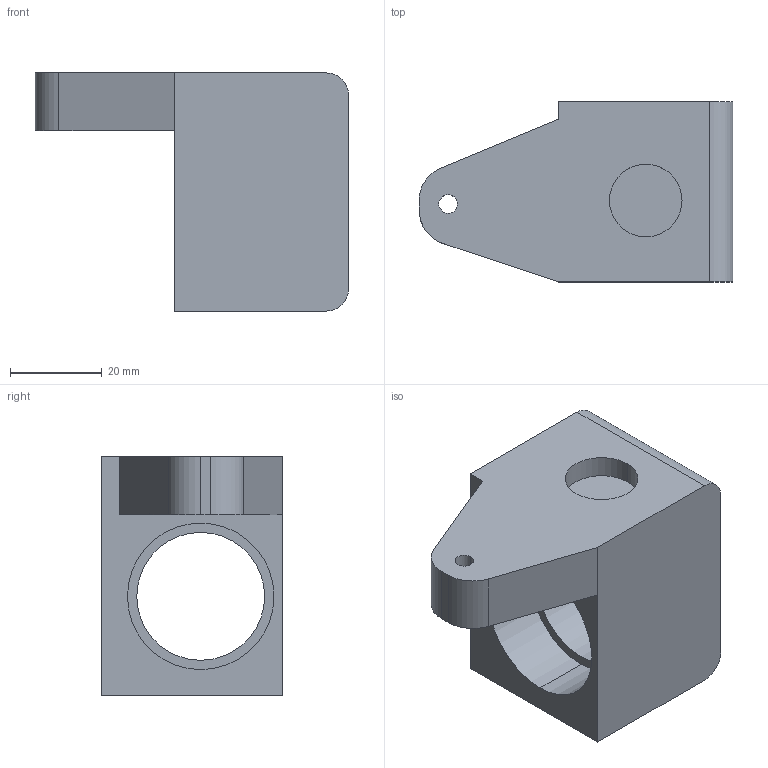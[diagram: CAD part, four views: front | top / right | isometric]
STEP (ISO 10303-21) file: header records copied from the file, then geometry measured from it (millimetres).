
FILE_DESCRIPTION (( 'STEP AP203' ), '1' );
FILE_NAME ('J3 Turret.STEP', '2016-07-29T00:16:48', ( '' ), ( '' ), 'SwSTEP 2.0', 'SolidWorks 2015', '' );
FILE_SCHEMA (( 'CONFIG_CONTROL_DESIGN' ));
Length unit declared in the file: inch
Products named in the file (1): J3 Turret
Bounding box: 68.58 x 39.37 x 52.07 mm (x, y, z)
Volume: 55427.3 mm3; surface area: 16406.2 mm2
Topology: 1 solids, 1 shells, 45 faces, 104 edges, 69 vertices
Faces by surface type: cylinder 25, plane 20
Entity records: 1387 total; most frequent: DIRECTION 245, CARTESIAN_POINT 222, ORIENTED_EDGE 208, EDGE_CURVE 104, AXIS2_PLACEMENT_3D 96, VERTEX_POINT 69, EDGE_LOOP 57, VECTOR 53
